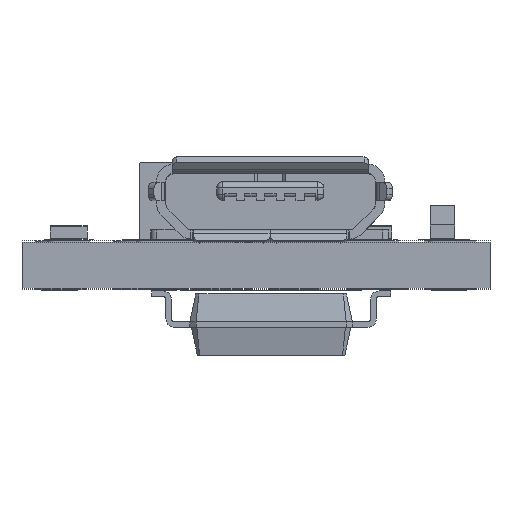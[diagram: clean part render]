
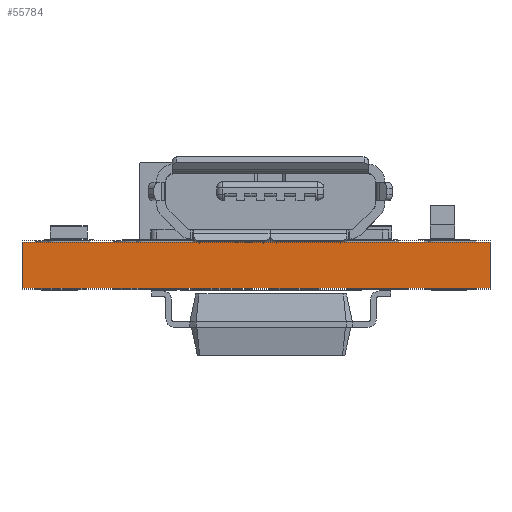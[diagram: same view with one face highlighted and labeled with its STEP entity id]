
A CAD part, front view. The second image highlights one B-rep face of the part: STEP entity #55784.
In plain terms, the highlighted planar face has unit normal (0, -1, 0).
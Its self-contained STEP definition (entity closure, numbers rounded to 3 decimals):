
#55784 = ADVANCED_FACE('',(#55785),#55819,.T.);
#55785 = FACE_BOUND('',#55786,.T.);
#55786 = EDGE_LOOP('',(#55787,#55797,#55805,#55813));
#55787 = ORIENTED_EDGE('',*,*,#55788,.T.);
#55788 = EDGE_CURVE('',#55789,#55791,#55793,.T.);
#55789 = VERTEX_POINT('',#55790);
#55790 = CARTESIAN_POINT('',(1.3,-17.78,0.));
#55791 = VERTEX_POINT('',#55792);
#55792 = CARTESIAN_POINT('',(1.3,-17.78,1.51));
#55793 = LINE('',#55794,#55795);
#55794 = CARTESIAN_POINT('',(1.3,-17.78,0.));
#55795 = VECTOR('',#55796,1.);
#55796 = DIRECTION('',(0.,0.,1.));
#55797 = ORIENTED_EDGE('',*,*,#55798,.T.);
#55798 = EDGE_CURVE('',#55791,#55799,#55801,.T.);
#55799 = VERTEX_POINT('',#55800);
#55800 = CARTESIAN_POINT('',(-13.97,-17.78,1.51));
#55801 = LINE('',#55802,#55803);
#55802 = CARTESIAN_POINT('',(1.3,-17.78,1.51));
#55803 = VECTOR('',#55804,1.);
#55804 = DIRECTION('',(-1.,0.,0.));
#55805 = ORIENTED_EDGE('',*,*,#55806,.F.);
#55806 = EDGE_CURVE('',#55807,#55799,#55809,.T.);
#55807 = VERTEX_POINT('',#55808);
#55808 = CARTESIAN_POINT('',(-13.97,-17.78,0.));
#55809 = LINE('',#55810,#55811);
#55810 = CARTESIAN_POINT('',(-13.97,-17.78,0.));
#55811 = VECTOR('',#55812,1.);
#55812 = DIRECTION('',(0.,0.,1.));
#55813 = ORIENTED_EDGE('',*,*,#55814,.F.);
#55814 = EDGE_CURVE('',#55789,#55807,#55815,.T.);
#55815 = LINE('',#55816,#55817);
#55816 = CARTESIAN_POINT('',(1.3,-17.78,0.));
#55817 = VECTOR('',#55818,1.);
#55818 = DIRECTION('',(-1.,0.,0.));
#55819 = PLANE('',#55820);
#55820 = AXIS2_PLACEMENT_3D('',#55821,#55822,#55823);
#55821 = CARTESIAN_POINT('',(1.3,-17.78,0.));
#55822 = DIRECTION('',(0.,-1.,0.));
#55823 = DIRECTION('',(-1.,0.,0.));
